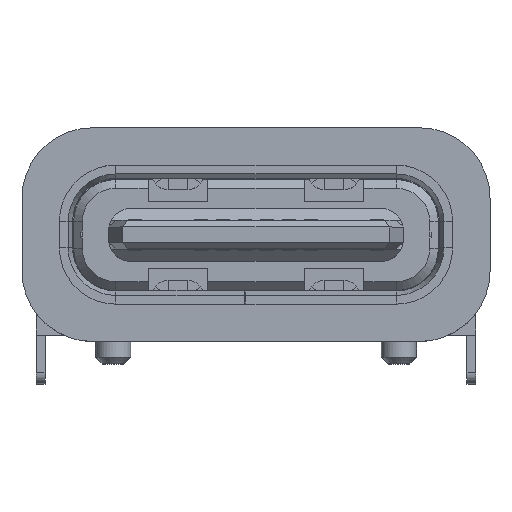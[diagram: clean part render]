
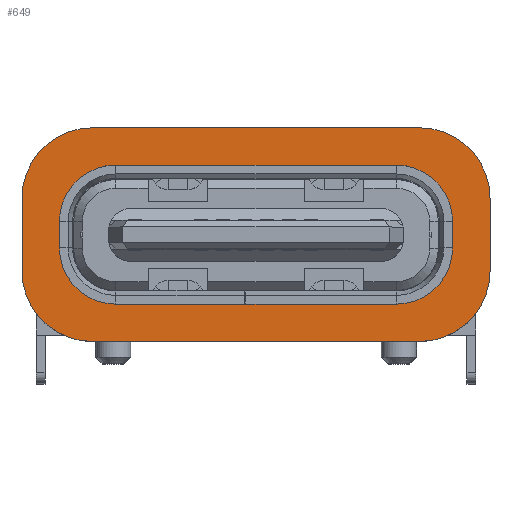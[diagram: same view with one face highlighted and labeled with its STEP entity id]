
A CAD part, top view. The second image highlights one B-rep face of the part: STEP entity #649.
In plain terms, the highlighted planar face has unit normal (0, 0, 1).
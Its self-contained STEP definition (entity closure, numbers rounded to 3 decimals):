
#222=CARTESIAN_POINT('',(-3.72,0.83,0.75));
#223=DIRECTION('',(0.,0.,1.));
#224=DIRECTION('',(0.,1.,0.));
#225=AXIS2_PLACEMENT_3D('',#222,#223,#224);
#230=DIRECTION('',(-1.,0.,0.));
#231=VECTOR('',#230,7.44);
#232=CARTESIAN_POINT('',(3.72,2.43,0.75));
#233=LINE('',#232,#231);
#237=CARTESIAN_POINT('',(3.72,0.83,0.75));
#238=DIRECTION('',(0.,0.,1.));
#239=DIRECTION('',(1.,0.,0.));
#240=AXIS2_PLACEMENT_3D('',#237,#238,#239);
#245=DIRECTION('',(0.,1.,0.));
#246=VECTOR('',#245,1.66);
#247=CARTESIAN_POINT('',(5.32,-0.83,0.75));
#248=LINE('',#247,#246);
#252=CARTESIAN_POINT('',(3.72,-0.83,0.75));
#253=DIRECTION('',(0.,0.,1.));
#254=DIRECTION('',(0.,-1.,0.));
#255=AXIS2_PLACEMENT_3D('',#252,#253,#254);
#260=DIRECTION('',(1.,0.,0.));
#261=VECTOR('',#260,7.44);
#262=CARTESIAN_POINT('',(-3.72,-2.43,0.75));
#263=LINE('',#262,#261);
#267=CARTESIAN_POINT('',(-3.72,-0.83,0.75));
#268=DIRECTION('',(0.,0.,1.));
#269=DIRECTION('',(-1.,0.,0.));
#270=AXIS2_PLACEMENT_3D('',#267,#268,#269);
#275=DIRECTION('',(0.,-1.,0.));
#276=VECTOR('',#275,1.66);
#277=CARTESIAN_POINT('',(-5.32,0.83,0.75));
#278=LINE('',#277,#276);
#282=DIRECTION('',(1.,0.,0.));
#283=VECTOR('',#282,6.38);
#284=CARTESIAN_POINT('',(-3.19,1.58,0.75));
#285=LINE('',#284,#283);
#289=CARTESIAN_POINT('',(-3.19,0.3,0.75));
#290=DIRECTION('',(0.,0.,-1.));
#291=DIRECTION('',(-1.,0.,0.));
#292=AXIS2_PLACEMENT_3D('',#289,#290,#291);
#297=DIRECTION('',(0.,1.,0.));
#298=VECTOR('',#297,0.6);
#299=CARTESIAN_POINT('',(-4.47,-0.3,0.75));
#300=LINE('',#299,#298);
#304=CARTESIAN_POINT('',(-3.19,-0.3,0.75));
#305=DIRECTION('',(0.,0.,-1.));
#306=DIRECTION('',(0.,-1.,0.));
#307=AXIS2_PLACEMENT_3D('',#304,#305,#306);
#312=DIRECTION('',(-1.,0.,0.));
#313=VECTOR('',#312,6.38);
#314=CARTESIAN_POINT('',(3.19,-1.58,0.75));
#315=LINE('',#314,#313);
#319=CARTESIAN_POINT('',(3.19,-0.3,0.75));
#320=DIRECTION('',(0.,0.,-1.));
#321=DIRECTION('',(1.,0.,0.));
#322=AXIS2_PLACEMENT_3D('',#319,#320,#321);
#327=DIRECTION('',(0.,-1.,0.));
#328=VECTOR('',#327,0.6);
#329=CARTESIAN_POINT('',(4.47,0.3,0.75));
#330=LINE('',#329,#328);
#334=CARTESIAN_POINT('',(3.19,0.3,0.75));
#335=DIRECTION('',(0.,0.,-1.));
#336=DIRECTION('',(0.,1.,0.));
#337=AXIS2_PLACEMENT_3D('',#334,#335,#336);
#430=CARTESIAN_POINT('',(-3.72,2.43,0.75));
#431=CARTESIAN_POINT('',(-5.32,0.83,0.75));
#432=VERTEX_POINT('',#430);
#433=VERTEX_POINT('',#431);
#434=CARTESIAN_POINT('',(-5.32,-0.83,0.75));
#435=VERTEX_POINT('',#434);
#436=CARTESIAN_POINT('',(-3.72,-2.43,0.75));
#437=VERTEX_POINT('',#436);
#438=CARTESIAN_POINT('',(3.72,-2.43,0.75));
#439=VERTEX_POINT('',#438);
#440=CARTESIAN_POINT('',(5.32,-0.83,0.75));
#441=VERTEX_POINT('',#440);
#442=CARTESIAN_POINT('',(5.32,0.83,0.75));
#443=VERTEX_POINT('',#442);
#444=CARTESIAN_POINT('',(3.72,2.43,0.75));
#445=VERTEX_POINT('',#444);
#446=CARTESIAN_POINT('',(-3.19,1.58,0.75));
#447=CARTESIAN_POINT('',(3.19,1.58,0.75));
#448=VERTEX_POINT('',#446);
#449=VERTEX_POINT('',#447);
#450=CARTESIAN_POINT('',(4.47,0.3,0.75));
#451=VERTEX_POINT('',#450);
#452=CARTESIAN_POINT('',(4.47,-0.3,0.75));
#453=VERTEX_POINT('',#452);
#454=CARTESIAN_POINT('',(3.19,-1.58,0.75));
#455=VERTEX_POINT('',#454);
#456=CARTESIAN_POINT('',(-3.19,-1.58,0.75));
#457=VERTEX_POINT('',#456);
#458=CARTESIAN_POINT('',(-4.47,-0.3,0.75));
#459=VERTEX_POINT('',#458);
#460=CARTESIAN_POINT('',(-4.47,0.3,0.75));
#461=VERTEX_POINT('',#460);
#616=CARTESIAN_POINT('',(0.,0.,0.75));
#617=DIRECTION('',(0.,0.,1.));
#618=DIRECTION('',(1.,0.,0.));
#619=AXIS2_PLACEMENT_3D('',#616,#617,#618);
#620=PLANE('',#619);
#621=ORIENTED_EDGE('',*,*,#512,.F.);
#622=ORIENTED_EDGE('',*,*,#527,.F.);
#623=ORIENTED_EDGE('',*,*,#541,.F.);
#624=ORIENTED_EDGE('',*,*,#555,.F.);
#625=ORIENTED_EDGE('',*,*,#569,.F.);
#626=ORIENTED_EDGE('',*,*,#583,.F.);
#627=ORIENTED_EDGE('',*,*,#597,.F.);
#628=ORIENTED_EDGE('',*,*,#610,.F.);
#629=EDGE_LOOP('',(#621,#622,#623,#624,#625,#626,#627,#628));
#630=FACE_OUTER_BOUND('',#629,.F.);
#632=ORIENTED_EDGE('',*,*,#631,.F.);
#634=ORIENTED_EDGE('',*,*,#633,.F.);
#636=ORIENTED_EDGE('',*,*,#635,.F.);
#638=ORIENTED_EDGE('',*,*,#637,.F.);
#640=ORIENTED_EDGE('',*,*,#639,.F.);
#642=ORIENTED_EDGE('',*,*,#641,.F.);
#644=ORIENTED_EDGE('',*,*,#643,.F.);
#646=ORIENTED_EDGE('',*,*,#645,.F.);
#647=EDGE_LOOP('',(#632,#634,#636,#638,#640,#642,#644,#646));
#648=FACE_BOUND('',#647,.F.);
#226=CIRCLE('',#225,1.6);
#241=CIRCLE('',#240,1.6);
#256=CIRCLE('',#255,1.6);
#271=CIRCLE('',#270,1.6);
#293=CIRCLE('',#292,1.28);
#308=CIRCLE('',#307,1.28);
#323=CIRCLE('',#322,1.28);
#338=CIRCLE('',#337,1.28);
#512=EDGE_CURVE('',#432,#433,#226,.T.);
#527=EDGE_CURVE('',#445,#432,#233,.T.);
#541=EDGE_CURVE('',#443,#445,#241,.T.);
#555=EDGE_CURVE('',#441,#443,#248,.T.);
#569=EDGE_CURVE('',#439,#441,#256,.T.);
#583=EDGE_CURVE('',#437,#439,#263,.T.);
#597=EDGE_CURVE('',#435,#437,#271,.T.);
#610=EDGE_CURVE('',#433,#435,#278,.T.);
#631=EDGE_CURVE('',#448,#449,#285,.T.);
#633=EDGE_CURVE('',#461,#448,#293,.T.);
#635=EDGE_CURVE('',#459,#461,#300,.T.);
#637=EDGE_CURVE('',#457,#459,#308,.T.);
#639=EDGE_CURVE('',#455,#457,#315,.T.);
#641=EDGE_CURVE('',#453,#455,#323,.T.);
#643=EDGE_CURVE('',#451,#453,#330,.T.);
#645=EDGE_CURVE('',#449,#451,#338,.T.);
#649=ADVANCED_FACE('',(#630,#648),#620,.T.);
